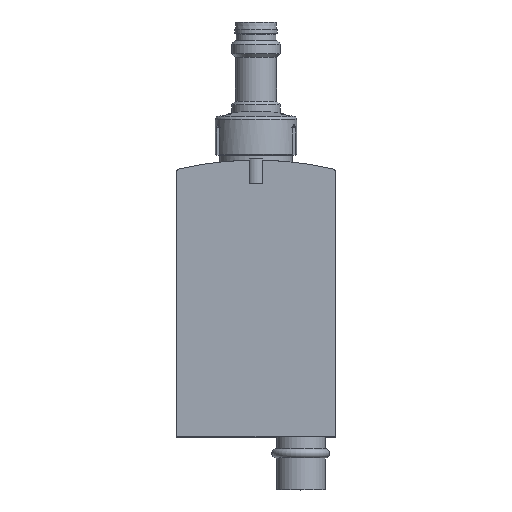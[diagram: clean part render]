
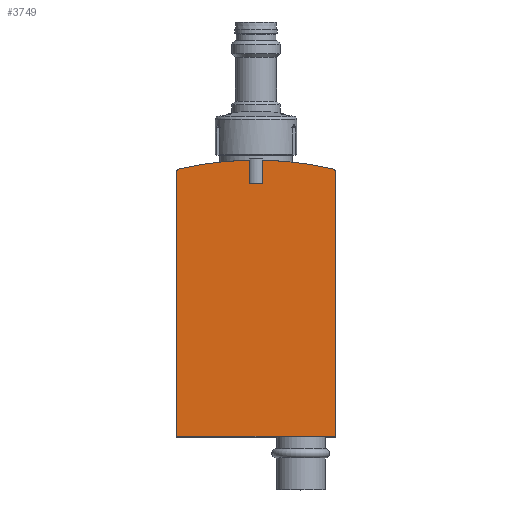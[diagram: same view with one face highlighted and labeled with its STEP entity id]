
A CAD part, top view. The second image highlights one B-rep face of the part: STEP entity #3749.
In plain terms, the highlighted planar face has unit normal (0, 0, 1).
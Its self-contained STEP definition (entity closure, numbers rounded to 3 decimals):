
#69=PLANE('',#3953);
#186=CIRCLE('',#3896,55.3);
#188=CIRCLE('',#3898,55.3);
#212=CIRCLE('',#3948,0.5);
#213=CIRCLE('',#3952,0.5);
#498=ORIENTED_EDGE('',*,*,#1188,.T.);
#499=ORIENTED_EDGE('',*,*,#1115,.T.);
#500=ORIENTED_EDGE('',*,*,#1182,.T.);
#501=ORIENTED_EDGE('',*,*,#1184,.T.);
#502=ORIENTED_EDGE('',*,*,#1140,.T.);
#503=ORIENTED_EDGE('',*,*,#1185,.T.);
#504=ORIENTED_EDGE('',*,*,#1187,.T.);
#505=ORIENTED_EDGE('',*,*,#1111,.T.);
#506=ORIENTED_EDGE('',*,*,#1189,.F.);
#507=ORIENTED_EDGE('',*,*,#1190,.T.);
#1111=EDGE_CURVE('',#1497,#1496,#186,.T.);
#1115=EDGE_CURVE('',#1494,#1500,#188,.T.);
#1140=EDGE_CURVE('',#1522,#1521,#1771,.T.);
#1182=EDGE_CURVE('',#1500,#1543,#212,.T.);
#1184=EDGE_CURVE('',#1543,#1522,#1798,.T.);
#1185=EDGE_CURVE('',#1521,#1544,#1799,.T.);
#1187=EDGE_CURVE('',#1544,#1497,#213,.T.);
#1188=EDGE_CURVE('',#1545,#1494,#1801,.T.);
#1189=EDGE_CURVE('',#1546,#1496,#1802,.T.);
#1190=EDGE_CURVE('',#1546,#1545,#1803,.T.);
#1494=VERTEX_POINT('',#5062);
#1496=VERTEX_POINT('',#5072);
#1497=VERTEX_POINT('',#5074);
#1500=VERTEX_POINT('',#5080);
#1521=VERTEX_POINT('',#5142);
#1522=VERTEX_POINT('',#5144);
#1543=VERTEX_POINT('',#5229);
#1544=VERTEX_POINT('',#5235);
#1545=VERTEX_POINT('',#5241);
#1546=VERTEX_POINT('',#5243);
#1771=LINE('',#5143,#1964);
#1798=LINE('',#5232,#1991);
#1799=LINE('',#5234,#1992);
#1801=LINE('',#5240,#1994);
#1802=LINE('',#5242,#1995);
#1803=LINE('',#5244,#1996);
#1964=VECTOR('',#4264,1000.);
#1991=VECTOR('',#4371,1000.);
#1992=VECTOR('',#4374,1000.);
#1994=VECTOR('',#4382,1000.);
#1995=VECTOR('',#4383,1000.);
#1996=VECTOR('',#4384,1000.);
#2173=EDGE_LOOP('',(#498,#499,#500,#501,#502,#503,#504,#505,#506,#507));
#2379=FACE_BOUND('',#2173,.T.);
#3749=ADVANCED_FACE('',(#2379),#69,.T.);
#3896=AXIS2_PLACEMENT_3D('',#5073,#4218,#4219);
#3898=AXIS2_PLACEMENT_3D('',#5081,#4224,#4225);
#3948=AXIS2_PLACEMENT_3D('',#5228,#4366,#4367);
#3952=AXIS2_PLACEMENT_3D('',#5238,#4378,#4379);
#3953=AXIS2_PLACEMENT_3D('',#5239,#4380,#4381);
#4218=DIRECTION('',(0.,0.,1.));
#4219=DIRECTION('',(1.,0.,0.));
#4224=DIRECTION('',(0.,0.,1.));
#4225=DIRECTION('',(1.,0.,0.));
#4264=DIRECTION('',(1.,0.,0.));
#4366=DIRECTION('',(0.,0.,1.));
#4367=DIRECTION('',(1.,0.,0.));
#4371=DIRECTION('',(0.,-1.,0.));
#4374=DIRECTION('',(0.,1.,0.));
#4378=DIRECTION('',(0.,0.,1.));
#4379=DIRECTION('',(1.,0.,0.));
#4380=DIRECTION('',(0.,0.,1.));
#4381=DIRECTION('',(1.,0.,0.));
#4382=DIRECTION('',(0.,1.,0.));
#4383=DIRECTION('',(0.,1.,0.));
#4384=DIRECTION('',(-1.,0.,0.));
#5062=CARTESIAN_POINT('',(-1.,45.291,78.5));
#5072=CARTESIAN_POINT('',(1.,45.291,78.5));
#5073=CARTESIAN_POINT('',(0.,-10.,78.5));
#5074=CARTESIAN_POINT('',(12.614,43.842,78.5));
#5080=CARTESIAN_POINT('',(-12.614,43.842,78.5));
#5081=CARTESIAN_POINT('',(0.,-10.,78.5));
#5142=CARTESIAN_POINT('',(13.,0.,78.5));
#5143=CARTESIAN_POINT('',(-13.,0.,78.5));
#5144=CARTESIAN_POINT('',(-13.,0.,78.5));
#5228=CARTESIAN_POINT('',(-12.5,43.355,78.5));
#5229=CARTESIAN_POINT('',(-13.,43.355,78.5));
#5232=CARTESIAN_POINT('',(-13.,43.355,78.5));
#5234=CARTESIAN_POINT('',(13.,0.,78.5));
#5235=CARTESIAN_POINT('',(13.,43.355,78.5));
#5238=CARTESIAN_POINT('',(12.5,43.355,78.5));
#5239=CARTESIAN_POINT('',(-12.5,43.355,78.5));
#5240=CARTESIAN_POINT('',(-1.,41.5,78.5));
#5241=CARTESIAN_POINT('',(-1.,41.5,78.5));
#5242=CARTESIAN_POINT('',(1.,41.5,78.5));
#5243=CARTESIAN_POINT('',(1.,41.5,78.5));
#5244=CARTESIAN_POINT('',(-12.5,41.5,78.5));
